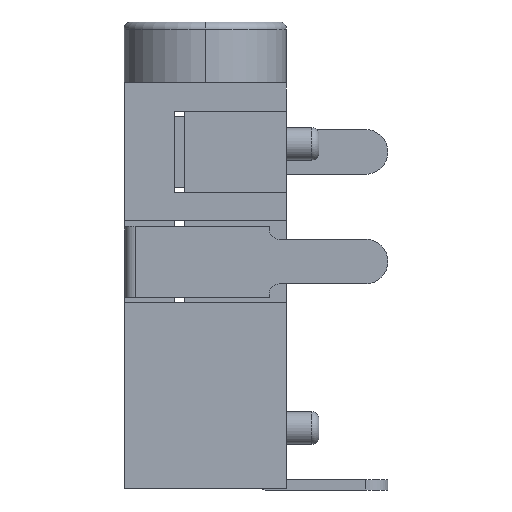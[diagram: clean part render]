
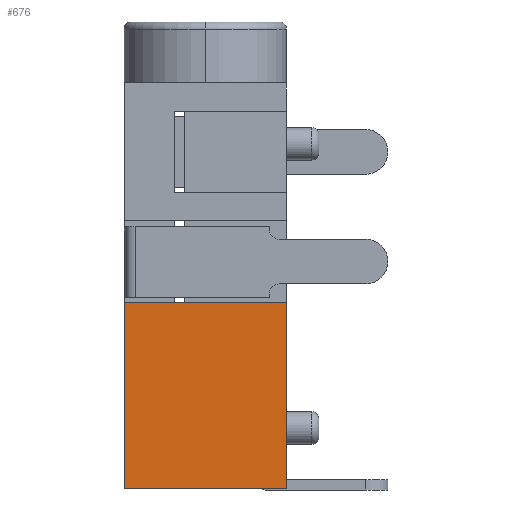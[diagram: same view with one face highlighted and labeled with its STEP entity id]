
A CAD part, left-side view. The second image highlights one B-rep face of the part: STEP entity #676.
In plain terms, the highlighted planar face has unit normal (-1, 0, 0).
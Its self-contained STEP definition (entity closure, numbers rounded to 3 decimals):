
#54 = EDGE_LOOP ( 'NONE', ( #1853, #1854, #1855, #1856 ) ) ;
#183 = VERTEX_POINT ( 'NONE', #516 ) ;
#516 = CARTESIAN_POINT ( 'NONE',  ( -2.5, 2., -0.4 ) ) ;
#676 = ADVANCED_FACE ( 'NONE', ( #3758 ), #4054, .F. ) ;
#696 = VERTEX_POINT ( 'NONE', #4206 ) ;
#707 = VERTEX_POINT ( 'NONE', #4231 ) ;
#719 = VERTEX_POINT ( 'NONE', #4243 ) ;
#1009 = EDGE_CURVE ( 'NONE', #183, #696, #3870, .T. ) ;
#1072 = EDGE_CURVE ( 'NONE', #696, #719, #3972, .T. ) ;
#1073 = EDGE_CURVE ( 'NONE', #707, #183, #3973, .T. ) ;
#1095 = EDGE_CURVE ( 'NONE', #707, #719, #4014, .T. ) ;
#1853 = ORIENTED_EDGE ( 'NONE', *, *, #1095, .F. ) ;
#1854 = ORIENTED_EDGE ( 'NONE', *, *, #1073, .T. ) ;
#1855 = ORIENTED_EDGE ( 'NONE', *, *, #1009, .T. ) ;
#1856 = ORIENTED_EDGE ( 'NONE', *, *, #1072, .T. ) ;
#3610 = AXIS2_PLACEMENT_3D ( 'NONE', #4074, #4075, #4076 ) ;
#3758 = FACE_OUTER_BOUND ( 'NONE', #54, .T. ) ;
#3870 = LINE ( 'NONE', #4326, #3873 ) ;
#3873 = VECTOR ( 'NONE', #4327, 1000. ) ;
#3972 = LINE ( 'NONE', #4470, #3974 ) ;
#3973 = LINE ( 'NONE', #4478, #3976 ) ;
#3974 = VECTOR ( 'NONE', #4466, 1000. ) ;
#3976 = VECTOR ( 'NONE', #4479, 1000. ) ;
#4014 = LINE ( 'NONE', #4526, #4017 ) ;
#4017 = VECTOR ( 'NONE', #4527, 1000. ) ;
#4054 = PLANE ( 'NONE',  #3610 ) ;
#4074 = CARTESIAN_POINT ( 'NONE',  ( -2.5, 2., 5. ) ) ;
#4075 = DIRECTION ( 'NONE',  ( 1., 0., 0. ) ) ;
#4076 = DIRECTION ( 'NONE',  ( 0., 1., 0. ) ) ;
#4206 = CARTESIAN_POINT ( 'NONE',  ( -2.5, 2., -5. ) ) ;
#4231 = CARTESIAN_POINT ( 'NONE',  ( -2.5, -2., -0.4 ) ) ;
#4243 = CARTESIAN_POINT ( 'NONE',  ( -2.5, -2., -5. ) ) ;
#4326 = CARTESIAN_POINT ( 'NONE',  ( -2.5, 2., 5. ) ) ;
#4327 = DIRECTION ( 'NONE',  ( 0., 0., -1. ) ) ;
#4466 = DIRECTION ( 'NONE',  ( 0., -1., 0. ) ) ;
#4470 = CARTESIAN_POINT ( 'NONE',  ( -2.5, 2., -5. ) ) ;
#4478 = CARTESIAN_POINT ( 'NONE',  ( -2.5, 2., -0.4 ) ) ;
#4479 = DIRECTION ( 'NONE',  ( 0., 1., 0. ) ) ;
#4526 = CARTESIAN_POINT ( 'NONE',  ( -2.5, -2., 5. ) ) ;
#4527 = DIRECTION ( 'NONE',  ( 0., 0., -1. ) ) ;
